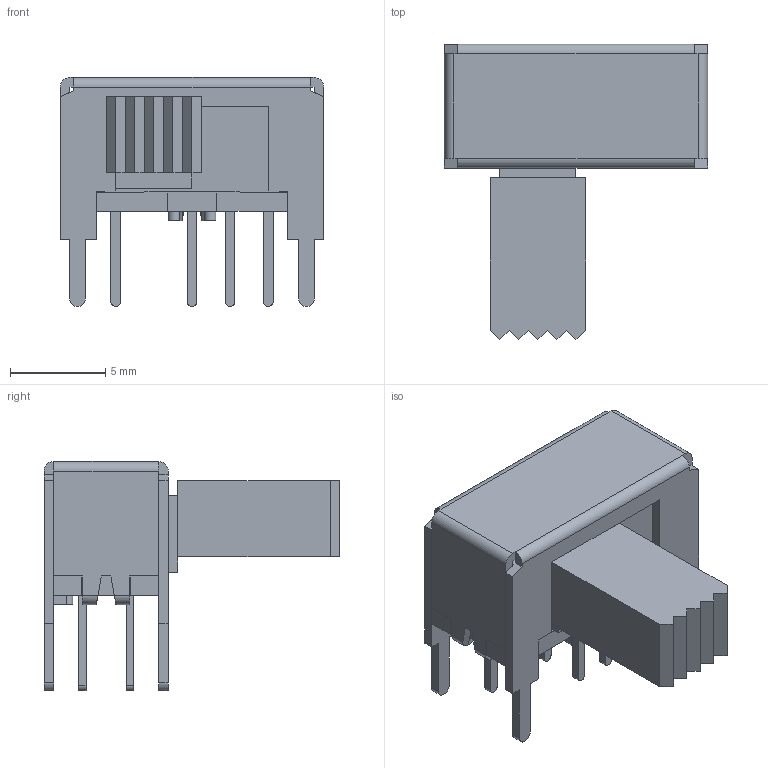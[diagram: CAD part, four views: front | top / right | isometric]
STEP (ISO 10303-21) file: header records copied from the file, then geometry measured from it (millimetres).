
FILE_DESCRIPTION(/* description */ (''),/* implementation_level */ '2;1');
FILE_NAME(/* name */ 'EG2319.stp',/* time_stamp */ '2025-01-28T14:40:03-06:00',/* author */ ('mwilliams'),/* organization */ (''),/* preprocessor_version */ 'ST-DEVELOPER v18.1',/* originating_system */ 'Autodesk Inventor 2022',/* authorisation */ '');
FILE_SCHEMA (('AUTOMOTIVE_DESIGN { 1 0 10303 214 3 1 1 }'));
Length unit declared in the file: millimetre
Products named in the file (1): EG2319
Bounding box: 13.8 x 15.5 x 12 mm (x, y, z)
Volume: 769.8 mm3; surface area: 1018.1 mm2
Topology: 1 solids, 1 shells, 240 faces, 683 edges, 430 vertices
Faces by surface type: plane 212, cylinder 28
Entity records: 7688 total; most frequent: ORIENTED_EDGE 1366, CARTESIAN_POINT 1354, DIRECTION 1221, EDGE_CURVE 683, LINE 627, VECTOR 627, VERTEX_POINT 430, AXIS2_PLACEMENT_3D 297
